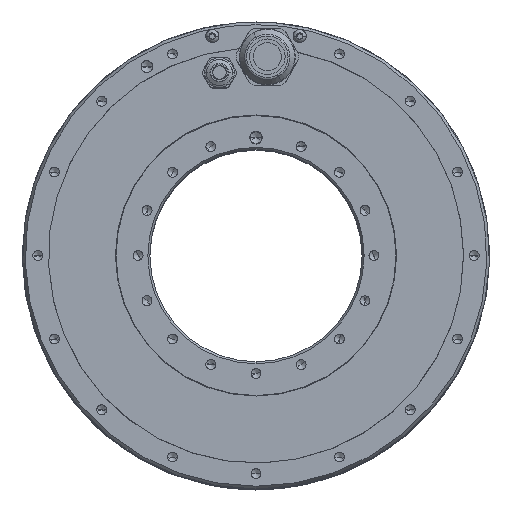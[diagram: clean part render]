
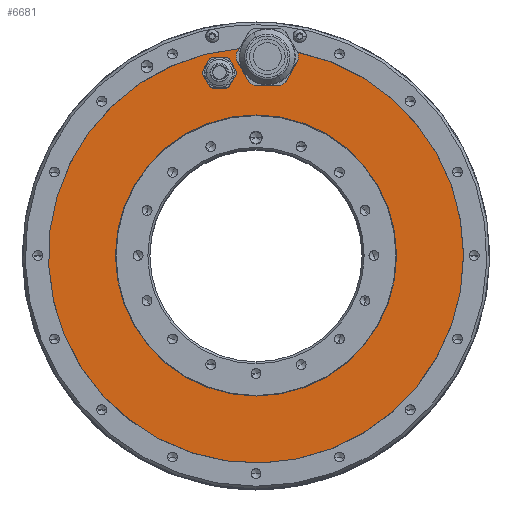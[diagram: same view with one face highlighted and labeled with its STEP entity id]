
A CAD part, top view. The second image highlights one B-rep face of the part: STEP entity #6681.
In plain terms, the highlighted planar face has unit normal (0, 0, 1).
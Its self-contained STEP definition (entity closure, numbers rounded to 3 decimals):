
#356=DIRECTION('',(0.5,-0.866,0.));
#357=VECTOR('',#356,3.137);
#358=CARTESIAN_POINT('',(-10.655,82.108,-0.15));
#359=LINE('',#358,#357);
#360=CARTESIAN_POINT('',(-15.5,77.5,-0.15));
#361=DIRECTION('',(0.,0.,1.));
#362=DIRECTION('',(0.725,0.689,0.));
#363=AXIS2_PLACEMENT_3D('',#360,#361,#362);
#365=DIRECTION('',(-1.,0.,0.));
#366=VECTOR('',#365,3.137);
#367=CARTESIAN_POINT('',(-13.931,84.,-0.15));
#368=LINE('',#367,#366);
#369=CARTESIAN_POINT('',(-15.5,77.5,-0.15));
#370=DIRECTION('',(0.,0.,1.));
#371=DIRECTION('',(-0.235,0.972,0.));
#372=AXIS2_PLACEMENT_3D('',#369,#370,#371);
#374=DIRECTION('',(0.5,0.866,0.));
#375=VECTOR('',#374,3.137);
#376=CARTESIAN_POINT('',(-21.913,79.392,
-0.15));
#377=LINE('',#376,#375);
#378=CARTESIAN_POINT('',(-15.5,77.5,-0.15));
#379=DIRECTION('',(0.,0.,1.));
#380=DIRECTION('',(-0.959,0.283,0.));
#381=AXIS2_PLACEMENT_3D('',#378,#379,#380);
#383=DIRECTION('',(-0.5,0.866,0.));
#384=VECTOR('',#383,3.137);
#385=CARTESIAN_POINT('',(-20.345,72.892,-0.15));
#386=LINE('',#385,#384);
#387=CARTESIAN_POINT('',(-15.5,77.5,-0.15));
#388=DIRECTION('',(0.,0.,1.));
#389=DIRECTION('',(-0.725,-0.689,0.));
#390=AXIS2_PLACEMENT_3D('',#387,#388,#389);
#392=DIRECTION('',(1.,0.,0.));
#393=VECTOR('',#392,3.137);
#394=CARTESIAN_POINT('',(-17.069,71.,-0.15));
#395=LINE('',#394,#393);
#396=CARTESIAN_POINT('',(-15.5,77.5,-0.15));
#397=DIRECTION('',(0.,0.,1.));
#398=DIRECTION('',(0.235,-0.972,0.));
#399=AXIS2_PLACEMENT_3D('',#396,#397,#398);
#401=DIRECTION('',(-0.5,-0.866,0.));
#402=VECTOR('',#401,3.137);
#403=CARTESIAN_POINT('',(-9.087,75.608,
-0.15));
#404=LINE('',#403,#402);
#405=CARTESIAN_POINT('',(-15.5,77.5,-0.15));
#406=DIRECTION('',(0.,0.,1.));
#407=DIRECTION('',(0.959,-0.283,0.));
#408=AXIS2_PLACEMENT_3D('',#405,#406,#407);
#410=CARTESIAN_POINT('',(4.8,84.2,-0.15));
#411=DIRECTION('',(0.,0.,1.));
#412=DIRECTION('',(-0.766,-0.643,0.));
#413=AXIS2_PLACEMENT_3D('',#410,#411,#412);
#415=DIRECTION('',(-1.,0.,0.));
#416=VECTOR('',#415,4.249);
#417=CARTESIAN_POINT('',(6.924,72.2,-0.15));
#418=LINE('',#417,#416);
#419=CARTESIAN_POINT('',(4.8,84.2,-0.15));
#420=DIRECTION('',(0.,0.,1.));
#421=DIRECTION('',(0.174,-0.985,0.));
#422=AXIS2_PLACEMENT_3D('',#419,#420,#421);
#424=DIRECTION('',(-0.5,-0.866,0.));
#425=VECTOR('',#424,4.249);
#426=CARTESIAN_POINT('',(16.255,80.04,-0.15));
#427=LINE('',#426,#425);
#428=CARTESIAN_POINT('',(4.8,84.2,-0.15));
#429=DIRECTION('',(0.,0.,1.));
#430=DIRECTION('',(0.94,-0.341,0.));
#431=AXIS2_PLACEMENT_3D('',#428,#429,#430);
#433=CARTESIAN_POINT('',(4.8,84.2,-0.15));
#434=DIRECTION('',(0.,0.,1.));
#435=DIRECTION('',(-0.957,0.29,0.));
#436=AXIS2_PLACEMENT_3D('',#433,#434,#435);
#438=DIRECTION('',(0.5,-0.866,0.));
#439=VECTOR('',#438,4.249);
#440=CARTESIAN_POINT('',(-6.655,80.04,
-0.15));
#441=LINE('',#440,#439);
#451=CARTESIAN_POINT('',(0.,0.,-0.15));
#452=DIRECTION('',(0.,0.,1.));
#453=DIRECTION('',(-1.,0.,0.));
#454=AXIS2_PLACEMENT_3D('',#451,#452,#453);
#2770=CARTESIAN_POINT('',(0.,0.,-0.15));
#2771=DIRECTION('',(0.,0.,1.));
#2772=DIRECTION('',(-0.078,0.997,0.));
#2773=AXIS2_PLACEMENT_3D('',#2770,#2771,#2772);
#4458=CARTESIAN_POINT('',(0.,0.,-0.15));
#4459=DIRECTION('',(0.,0.,1.));
#4460=DIRECTION('',(1.,0.,0.));
#4461=AXIS2_PLACEMENT_3D('',#4458,#4459,#4460);
#5505=CARTESIAN_POINT('',(-59.59,0.,-0.15));
#5506=CARTESIAN_POINT('',(59.59,0.,-0.15));
#5507=VERTEX_POINT('',#5505);
#5508=VERTEX_POINT('',#5506);
#5686=CARTESIAN_POINT('',(-10.655,82.108,-0.15));
#5687=CARTESIAN_POINT('',(-9.087,79.392,
-0.15));
#5688=VERTEX_POINT('',#5686);
#5689=VERTEX_POINT('',#5687);
#5690=CARTESIAN_POINT('',(-13.931,84.,-0.15));
#5691=VERTEX_POINT('',#5690);
#5692=CARTESIAN_POINT('',(-17.069,84.,-0.15));
#5693=VERTEX_POINT('',#5692);
#5694=CARTESIAN_POINT('',(-20.345,82.108,-0.15));
#5695=VERTEX_POINT('',#5694);
#5696=CARTESIAN_POINT('',(-21.913,79.392,
-0.15));
#5697=VERTEX_POINT('',#5696);
#5698=CARTESIAN_POINT('',(-21.913,75.608,
-0.15));
#5699=VERTEX_POINT('',#5698);
#5700=CARTESIAN_POINT('',(-20.345,72.892,-0.15));
#5701=VERTEX_POINT('',#5700);
#5702=CARTESIAN_POINT('',(-17.069,71.,-0.15));
#5703=VERTEX_POINT('',#5702);
#5704=CARTESIAN_POINT('',(-13.931,71.,-0.15));
#5705=VERTEX_POINT('',#5704);
#5706=CARTESIAN_POINT('',(-10.655,72.892,
-0.15));
#5707=VERTEX_POINT('',#5706);
#5708=CARTESIAN_POINT('',(-9.087,75.608,
-0.15));
#5709=VERTEX_POINT('',#5708);
#5880=CARTESIAN_POINT('',(-4.53,76.36,
-0.15));
#5881=CARTESIAN_POINT('',(2.676,72.2,-0.15));
#5882=VERTEX_POINT('',#5880);
#5883=VERTEX_POINT('',#5881);
#5884=CARTESIAN_POINT('',(-6.655,80.04,
-0.15));
#5885=VERTEX_POINT('',#5884);
#5886=CARTESIAN_POINT('',(-6.864,87.732,
-0.15));
#5887=VERTEX_POINT('',#5886);
#5888=CARTESIAN_POINT('',(16.255,80.04,
-0.15));
#5889=CARTESIAN_POINT('',(16.789,86.384,
-0.15));
#5890=VERTEX_POINT('',#5888);
#5891=VERTEX_POINT('',#5889);
#5892=CARTESIAN_POINT('',(14.13,76.36,
-0.15));
#5893=VERTEX_POINT('',#5892);
#5894=CARTESIAN_POINT('',(6.924,72.2,-0.15));
#5895=VERTEX_POINT('',#5894);
#6627=CARTESIAN_POINT('',(0.,0.,-0.15));
#6628=DIRECTION('',(0.,0.,1.));
#6629=DIRECTION('',(1.,0.,0.));
#6630=AXIS2_PLACEMENT_3D('',#6627,#6628,#6629);
#6631=PLANE('',#6630);
#6633=ORIENTED_EDGE('',*,*,#6632,.T.);
#6635=ORIENTED_EDGE('',*,*,#6634,.F.);
#6637=ORIENTED_EDGE('',*,*,#6636,.T.);
#6639=ORIENTED_EDGE('',*,*,#6638,.F.);
#6641=ORIENTED_EDGE('',*,*,#6640,.T.);
#6643=ORIENTED_EDGE('',*,*,#6642,.F.);
#6645=ORIENTED_EDGE('',*,*,#6644,.T.);
#6647=ORIENTED_EDGE('',*,*,#6646,.T.);
#6648=EDGE_LOOP('',(#6633,#6635,#6637,#6639,#6641,#6643,#6645,#6647));
#6649=FACE_OUTER_BOUND('',#6648,.F.);
#6650=ORIENTED_EDGE('',*,*,#6606,.F.);
#6652=ORIENTED_EDGE('',*,*,#6651,.T.);
#6654=ORIENTED_EDGE('',*,*,#6653,.T.);
#6656=ORIENTED_EDGE('',*,*,#6655,.T.);
#6658=ORIENTED_EDGE('',*,*,#6657,.F.);
#6660=ORIENTED_EDGE('',*,*,#6659,.T.);
#6662=ORIENTED_EDGE('',*,*,#6661,.F.);
#6664=ORIENTED_EDGE('',*,*,#6663,.T.);
#6666=ORIENTED_EDGE('',*,*,#6665,.T.);
#6668=ORIENTED_EDGE('',*,*,#6667,.T.);
#6670=ORIENTED_EDGE('',*,*,#6669,.F.);
#6672=ORIENTED_EDGE('',*,*,#6671,.T.);
#6673=EDGE_LOOP('',(#6650,#6652,#6654,#6656,#6658,#6660,#6662,#6664,#6666,#6668,
#6670,#6672));
#6674=FACE_BOUND('',#6673,.F.);
#6676=ORIENTED_EDGE('',*,*,#6675,.T.);
#6678=ORIENTED_EDGE('',*,*,#6677,.T.);
#6679=EDGE_LOOP('',(#6676,#6678));
#6680=FACE_BOUND('',#6679,.F.);
#6681=ADVANCED_FACE('',(#6649,#6674,#6680),#6631,.T.);
#364=CIRCLE('',#363,6.687);
#373=CIRCLE('',#372,6.687);
#382=CIRCLE('',#381,6.687);
#391=CIRCLE('',#390,6.687);
#400=CIRCLE('',#399,6.687);
#409=CIRCLE('',#408,6.687);
#414=CIRCLE('',#413,12.187);
#423=CIRCLE('',#422,12.187);
#432=CIRCLE('',#431,12.187);
#437=CIRCLE('',#436,12.187);
#455=CIRCLE('',#454,59.59);
#2774=CIRCLE('',#2773,88.);
#4462=CIRCLE('',#4461,59.59);
#6606=EDGE_CURVE('',#5688,#5689,#359,.T.);
#6632=EDGE_CURVE('',#5882,#5883,#414,.T.);
#6634=EDGE_CURVE('',#5895,#5883,#418,.T.);
#6636=EDGE_CURVE('',#5895,#5893,#423,.T.);
#6638=EDGE_CURVE('',#5890,#5893,#427,.T.);
#6640=EDGE_CURVE('',#5890,#5891,#432,.T.);
#6642=EDGE_CURVE('',#5887,#5891,#2774,.T.);
#6644=EDGE_CURVE('',#5887,#5885,#437,.T.);
#6646=EDGE_CURVE('',#5885,#5882,#441,.T.);
#6651=EDGE_CURVE('',#5688,#5691,#364,.T.);
#6653=EDGE_CURVE('',#5691,#5693,#368,.T.);
#6655=EDGE_CURVE('',#5693,#5695,#373,.T.);
#6657=EDGE_CURVE('',#5697,#5695,#377,.T.);
#6659=EDGE_CURVE('',#5697,#5699,#382,.T.);
#6661=EDGE_CURVE('',#5701,#5699,#386,.T.);
#6663=EDGE_CURVE('',#5701,#5703,#391,.T.);
#6665=EDGE_CURVE('',#5703,#5705,#395,.T.);
#6667=EDGE_CURVE('',#5705,#5707,#400,.T.);
#6669=EDGE_CURVE('',#5709,#5707,#404,.T.);
#6671=EDGE_CURVE('',#5709,#5689,#409,.T.);
#6675=EDGE_CURVE('',#5507,#5508,#455,.T.);
#6677=EDGE_CURVE('',#5508,#5507,#4462,.T.);
